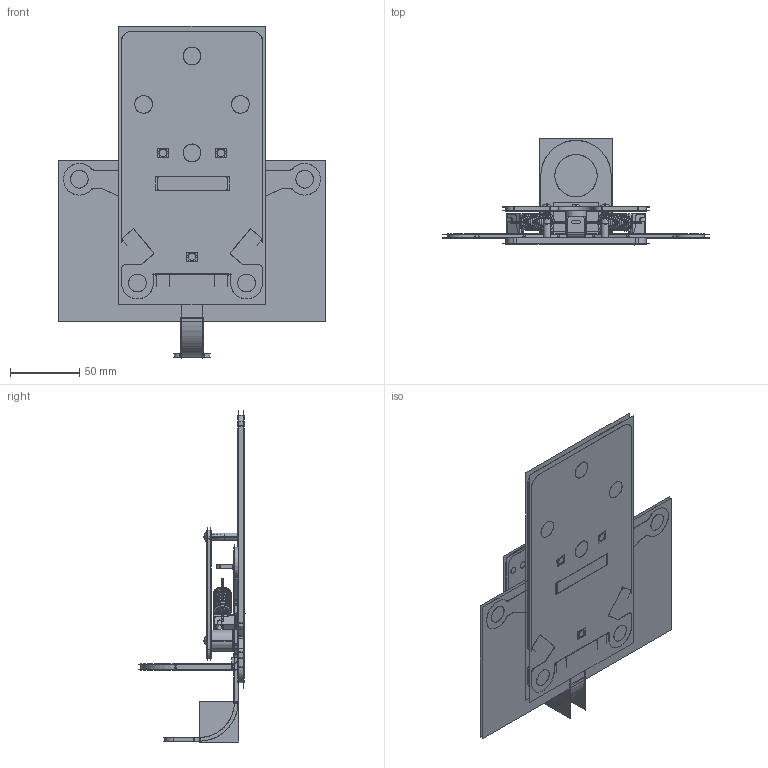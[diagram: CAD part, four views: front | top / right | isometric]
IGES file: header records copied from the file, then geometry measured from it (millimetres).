
Start section:  PTC IGES file: 217994.igs
Global section: file name: 217994.igs; native system: Creo Parametric by PTC Inc.; preprocessor: 2019292; author: PDMAdmin; organization: Unknown; date: 20200909.111540; units: millimetre
Bounding box: 192.88 x 77.06 x 239.48 mm (x, y, z)
Volume: 129969.9 mm3; surface area: 446852.2 mm2
Topology: 17 solids, 18 shells, 1476 faces, 8514 edges, 11710 vertices
Faces by surface type: revolution 964, bspline 512
